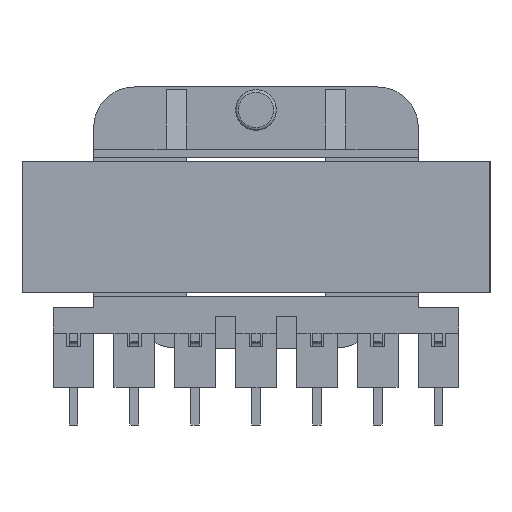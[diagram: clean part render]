
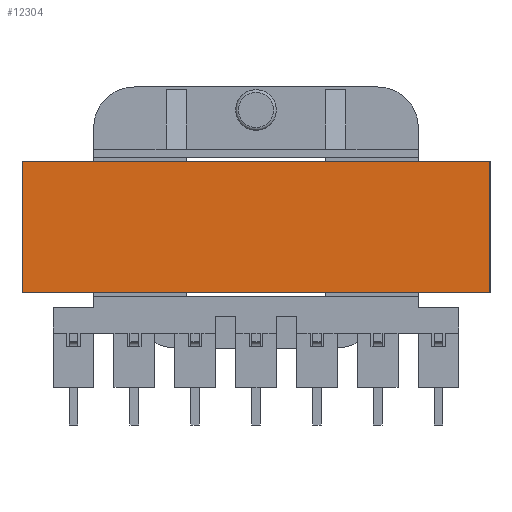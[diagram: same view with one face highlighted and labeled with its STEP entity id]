
A CAD part, left-side view. The second image highlights one B-rep face of the part: STEP entity #12304.
In plain terms, the highlighted face is planar.
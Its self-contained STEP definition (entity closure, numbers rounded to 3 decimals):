
#11950 = VERTEX_POINT('',#11951);
#11951 = CARTESIAN_POINT('',(-17.3,17.65,-4.85));
#11968 = VERTEX_POINT('',#11969);
#11969 = CARTESIAN_POINT('',(-17.3,17.65,4.85));
#11975 = EDGE_CURVE('',#11968,#11950,#11976,.T.);
#11976 = LINE('',#11977,#11978);
#11977 = CARTESIAN_POINT('',(-17.3,17.65,4.85));
#11978 = VECTOR('',#11979,1.);
#11979 = DIRECTION('',(0.,0.,-1.));
#12063 = VERTEX_POINT('',#12064);
#12064 = CARTESIAN_POINT('',(17.3,17.65,4.85));
#12070 = EDGE_CURVE('',#12063,#11968,#12071,.T.);
#12071 = LINE('',#12072,#12073);
#12072 = CARTESIAN_POINT('',(17.3,17.65,4.85));
#12073 = VECTOR('',#12074,1.);
#12074 = DIRECTION('',(-1.,0.,0.));
#12116 = VERTEX_POINT('',#12117);
#12117 = CARTESIAN_POINT('',(17.3,17.65,-4.85));
#12123 = EDGE_CURVE('',#12063,#12116,#12124,.T.);
#12124 = LINE('',#12125,#12126);
#12125 = CARTESIAN_POINT('',(17.3,17.65,4.85));
#12126 = VECTOR('',#12127,1.);
#12127 = DIRECTION('',(0.,0.,-1.));
#12171 = EDGE_CURVE('',#12116,#11950,#12172,.T.);
#12172 = LINE('',#12173,#12174);
#12173 = CARTESIAN_POINT('',(17.3,17.65,-4.85));
#12174 = VECTOR('',#12175,1.);
#12175 = DIRECTION('',(-1.,0.,0.));
#12304 = ADVANCED_FACE('',(#12305),#12311,.F.);
#12305 = FACE_BOUND('',#12306,.T.);
#12306 = EDGE_LOOP('',(#12307,#12308,#12309,#12310));
#12307 = ORIENTED_EDGE('',*,*,#12171,.T.);
#12308 = ORIENTED_EDGE('',*,*,#11975,.F.);
#12309 = ORIENTED_EDGE('',*,*,#12070,.F.);
#12310 = ORIENTED_EDGE('',*,*,#12123,.T.);
#12311 = PLANE('',#12312);
#12312 = AXIS2_PLACEMENT_3D('',#12313,#12314,#12315);
#12313 = CARTESIAN_POINT('',(17.3,17.65,4.85));
#12314 = DIRECTION('',(0.,-1.,0.));
#12315 = DIRECTION('',(0.,0.,-1.));
